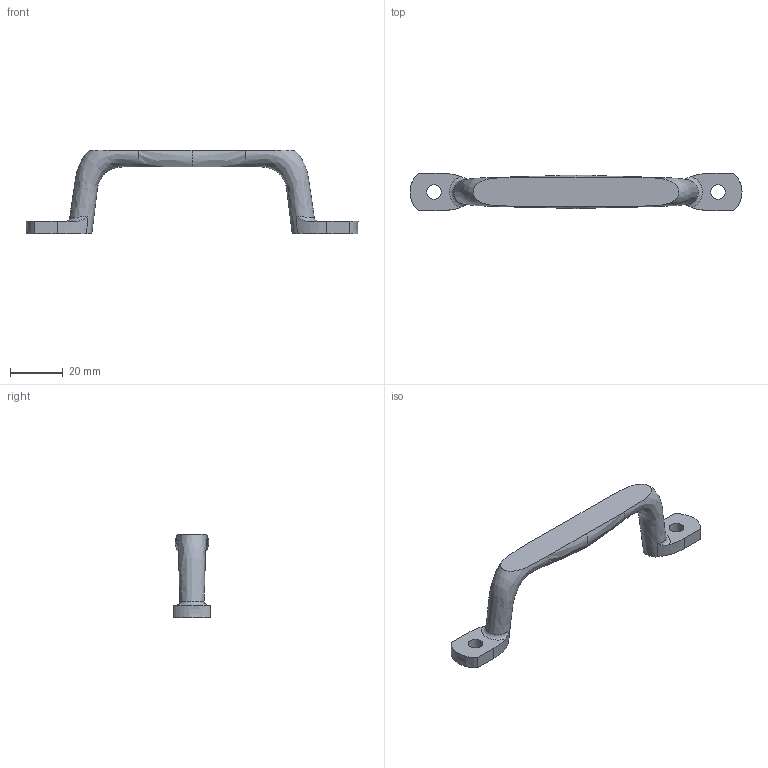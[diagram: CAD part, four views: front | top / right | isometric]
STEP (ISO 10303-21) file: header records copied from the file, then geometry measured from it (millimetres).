
FILE_DESCRIPTION((''),'2;1');
FILE_NAME('9611.stp','2013-08-30T10:50:20',('fredp'),(''),'Autodesk Inventor 2013','Autodesk Inventor 2013','');
FILE_SCHEMA(('AUTOMOTIVE_DESIGN { 1 0 10303 214 1 1 1 1 }'));
Length unit declared in the file: inch
Products named in the file (1): 9611
Bounding box: 126.21 x 14.22 x 31.75 mm (x, y, z)
Volume: 11234.6 mm3; surface area: 5606.4 mm2
Topology: 1 solids, 1 shells, 30 faces, 90 edges, 62 vertices
Faces by surface type: bspline 18, plane 10, cylinder 2
Full cylindrical faces by diameter (mm): 5.563 x2
Entity records: 2018 total; most frequent: CARTESIAN_POINT 1283, ORIENTED_EDGE 176, DIRECTION 98, EDGE_CURVE 88, VERTEX_POINT 62, AXIS2_PLACEMENT_3D 39, EDGE_LOOP 36, B_SPLINE_CURVE_WITH_KNOTS 34
